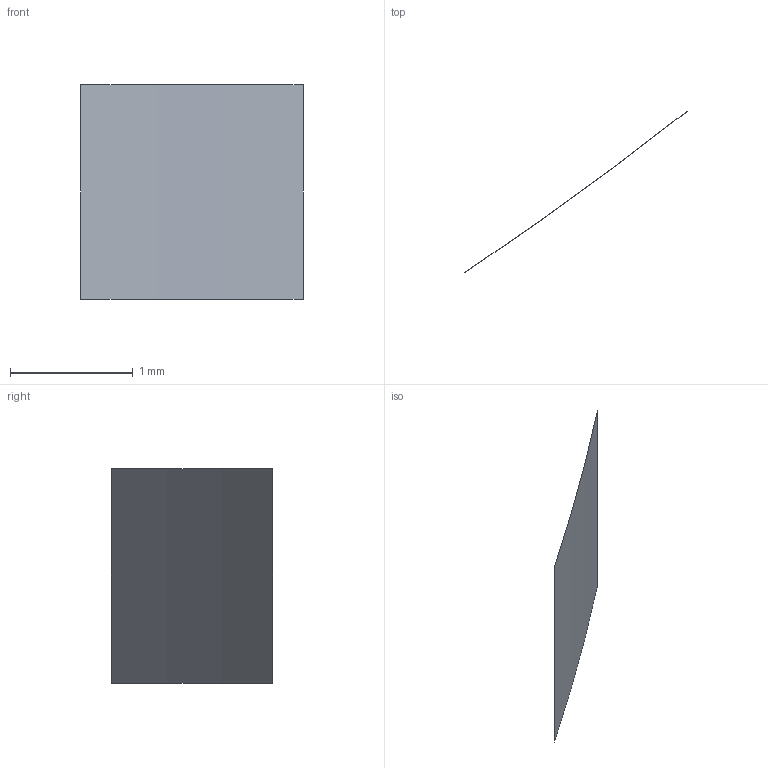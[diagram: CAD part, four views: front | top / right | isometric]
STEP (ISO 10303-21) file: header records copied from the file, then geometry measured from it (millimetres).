
FILE_DESCRIPTION( ( 'STEP AP203' ), '1' );
FILE_NAME( 'BSP35B20-N-12.stp', '2020-10-26T06:46:25', ( 'License CC BY-ND 4.0' ), ( 'CADENAS' ), ' ', 'PARTsolutions', ' ' );
FILE_SCHEMA( ( 'CONFIG_CONTROL_DESIGN' ) );
Length unit declared in the file: millimetre
Products named in the file (1): _BSP35B20-N-12_b
Bounding box: 1.81 x 1.31 x 1.75 mm (x, y, z)
Surface area: 3.9 mm2 (no closed solid volume)
Topology: 0 solids, 1 shells, 1 faces, 4 edges, 4 vertices
Faces by surface type: cylinder 1
Entity records: 74 total; most frequent: CARTESIAN_POINT 14, DIRECTION 10, VERTEX_POINT 8, AXIS2_PLACEMENT_3D 4, ORIENTED_EDGE 4, EDGE_CURVE 4, UNCERTAINTY_MEASURE_WITH_UNIT 2, LENGTH_MEASURE_WITH_UNIT 2
